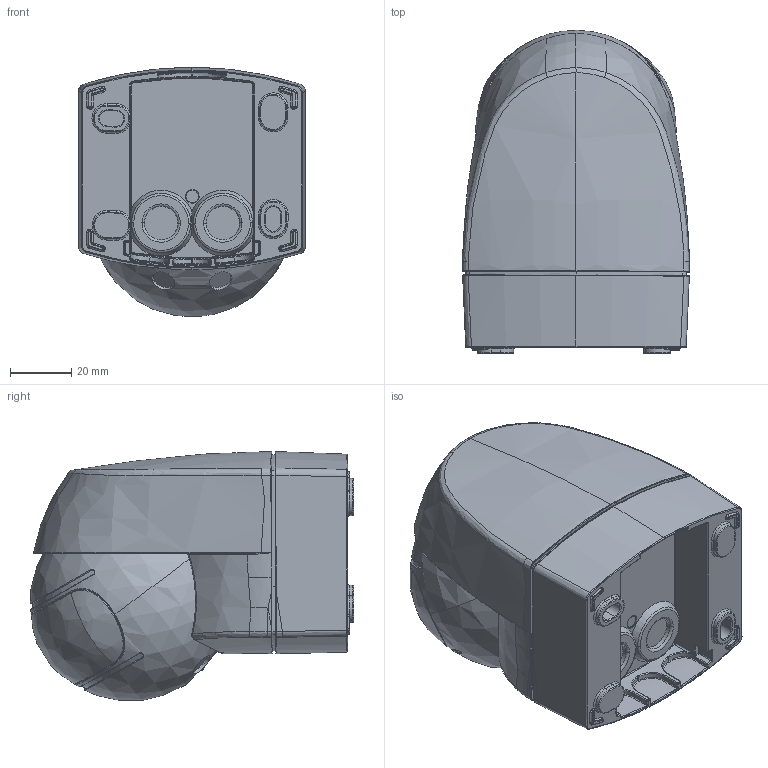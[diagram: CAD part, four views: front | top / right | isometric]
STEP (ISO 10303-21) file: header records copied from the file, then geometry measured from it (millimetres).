
FILE_DESCRIPTION((''),'2;1');
FILE_NAME('');
FILE_SCHEMA(('CONFIG_CONTROL_DESIGN'));
Length unit declared in the file: millimetre
Products named in the file (1): EM10025235
Bounding box: 74.3 x 105.78 x 81.46 mm (x, y, z)
Volume: 371972.7 mm3; surface area: 53512.7 mm2
Topology: 4 solids, 4 shells, 635 faces, 1463 edges, 827 vertices
Faces by surface type: bspline 204, cylinder 174, torus 122, plane 80, sphere 26, extrusion 21, revolution 4, cone 4
Entity records: 31644 total; most frequent: CARTESIAN_POINT 19570, ORIENTED_EDGE 2872, DIRECTION 1627, EDGE_CURVE 1436, AXIS2_PLACEMENT_3D 890, VERTEX_POINT 827, EDGE_LOOP 653, ADVANCED_FACE 635
